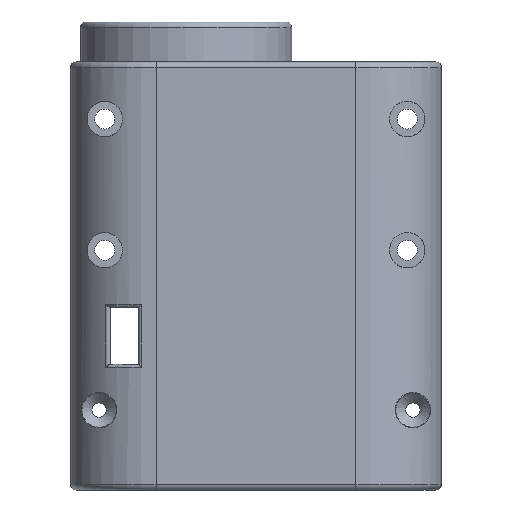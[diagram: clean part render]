
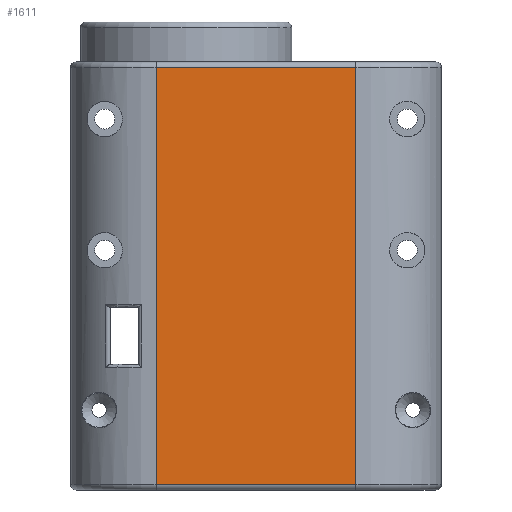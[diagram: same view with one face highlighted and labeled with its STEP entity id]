
A CAD part, front view. The second image highlights one B-rep face of the part: STEP entity #1611.
In plain terms, the highlighted planar face has unit normal (0, -1, 0).
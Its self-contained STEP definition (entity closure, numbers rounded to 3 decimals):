
#200=FACE_OUTER_BOUND('',#294,.T.);
#294=EDGE_LOOP('',(#1234,#1235,#1236,#1237));
#416=LINE('',#2466,#567);
#442=LINE('',#2615,#593);
#443=LINE('',#2735,#594);
#444=LINE('',#2736,#595);
#567=VECTOR('',#1957,10.);
#593=VECTOR('',#2055,10.);
#594=VECTOR('',#2058,10.);
#595=VECTOR('',#2059,10.);
#714=VERTEX_POINT('',#2447);
#720=VERTEX_POINT('',#2462);
#749=VERTEX_POINT('',#2612);
#753=VERTEX_POINT('',#2734);
#886=EDGE_CURVE('',#714,#720,#416,.T.);
#934=EDGE_CURVE('',#720,#749,#442,.T.);
#938=EDGE_CURVE('',#749,#753,#443,.T.);
#939=EDGE_CURVE('',#753,#714,#444,.T.);
#1234=ORIENTED_EDGE('',*,*,#938,.F.);
#1235=ORIENTED_EDGE('',*,*,#934,.F.);
#1236=ORIENTED_EDGE('',*,*,#886,.F.);
#1237=ORIENTED_EDGE('',*,*,#939,.F.);
#1548=PLANE('',#1745);
#1611=ADVANCED_FACE('',(#200),#1548,.T.);
#1745=AXIS2_PLACEMENT_3D('',#2733,#2056,#2057);
#1957=DIRECTION('',(-1.,0.,0.));
#2055=DIRECTION('',(0.,0.,1.));
#2056=DIRECTION('center_axis',(0.,-1.,0.));
#2057=DIRECTION('ref_axis',(1.,0.,0.));
#2058=DIRECTION('',(1.,0.,0.));
#2059=DIRECTION('',(0.,0.,-1.));
#2447=CARTESIAN_POINT('',(17.5,-25.,1.));
#2462=CARTESIAN_POINT('',(-17.5,-25.,1.));
#2466=CARTESIAN_POINT('',(-16.25,-25.,1.));
#2612=CARTESIAN_POINT('',(-17.5,-25.,74.));
#2615=CARTESIAN_POINT('',(-17.5,-25.,0.));
#2733=CARTESIAN_POINT('Origin',(-32.5,-25.,0.));
#2734=CARTESIAN_POINT('',(17.5,-25.,74.));
#2735=CARTESIAN_POINT('',(-16.25,-25.,74.));
#2736=CARTESIAN_POINT('',(17.5,-25.,0.));
